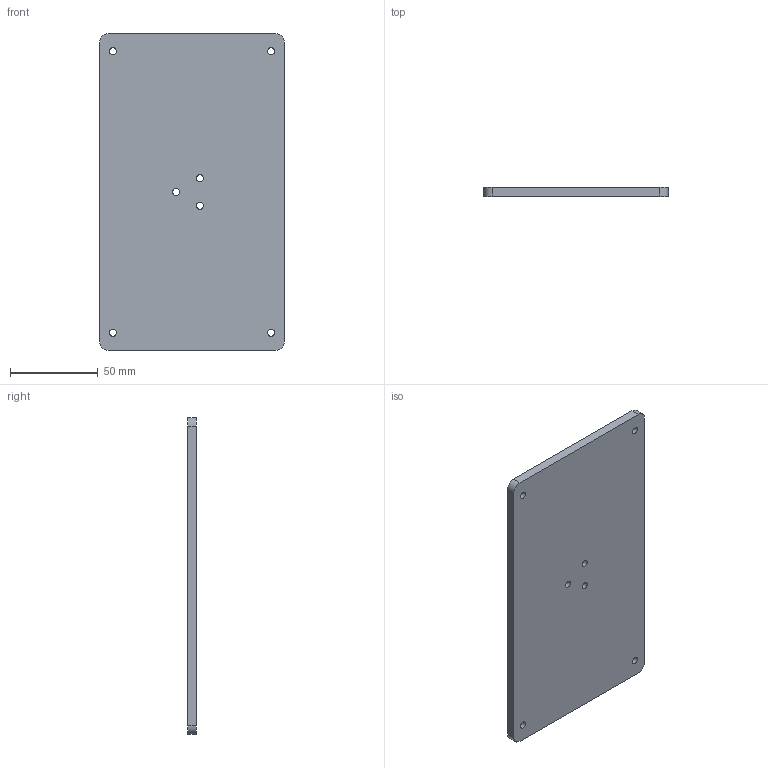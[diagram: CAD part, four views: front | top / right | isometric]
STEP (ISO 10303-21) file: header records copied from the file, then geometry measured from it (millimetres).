
FILE_DESCRIPTION(/* description */ (''),/* implementation_level */ '2;1');
FILE_NAME(/* name */ 'Screen holder Back 2.stp',/* time_stamp */ '2020-10-12T20:50:03+01:00',/* author */ ('ferrerx'),/* organization */ (''),/* preprocessor_version */ 'ST-DEVELOPER v18',/* originating_system */ 'Autodesk Inventor 2020',/* authorisation */ '');
FILE_SCHEMA (('AUTOMOTIVE_DESIGN { 1 0 10303 214 3 1 1 }'));
Length unit declared in the file: millimetre
Products named in the file (1): Screen holder front
Bounding box: 105 x 5 x 180 mm (x, y, z)
Volume: 93952.9 mm3; surface area: 40828.1 mm2
Topology: 1 solids, 1 shells, 17 faces, 52 edges, 37 vertices
Faces by surface type: cylinder 11, plane 6
Full cylindrical faces by diameter (mm): 4 x7
Entity records: 680 total; most frequent: DIRECTION 117, CARTESIAN_POINT 107, ORIENTED_EDGE 104, EDGE_CURVE 52, AXIS2_PLACEMENT_3D 47, VERTEX_POINT 37, EDGE_LOOP 31, CIRCLE 29
